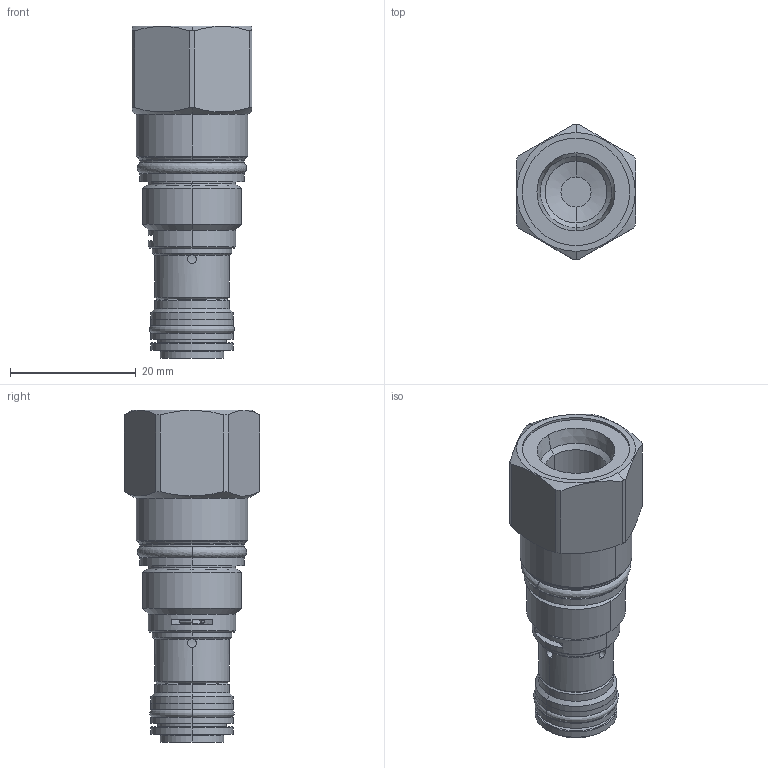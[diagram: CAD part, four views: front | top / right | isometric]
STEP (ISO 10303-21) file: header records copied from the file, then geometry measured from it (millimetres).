
FILE_DESCRIPTION((''),'2;1');
FILE_NAME('CSAWEXN_SW','2023-05-19T08:47:48',('SigMax'),(''),'CREO PARAMETRIC BY PTC INC, 2021072','CREO PARAMETRIC BY PTC INC, 2021072','');
FILE_SCHEMA(('AUTOMOTIVE_DESIGN { 1 0 10303 214 1 1 1 1 }'));
Length unit declared in the file: inch
Products named in the file (1): CSAWEXN_SW
Bounding box: 19.05 x 21.54 x 52.78 mm (x, y, z)
Volume: 9171.5 mm3; surface area: 5456.4 mm2
Topology: 2 solids, 3 shells, 194 faces, 455 edges, 280 vertices
Faces by surface type: cylinder 85, cone 37, torus 34, plane 32, revolution 6
Entity records: 8088 total; most frequent: CARTESIAN_POINT 1932, DIRECTION 1026, ORIENTED_EDGE 910, EDGE_CURVE 455, AXIS2_PLACEMENT_3D 449, VERTEX_POINT 280, CIRCLE 261, FILL_AREA_STYLE_COLOUR 218
